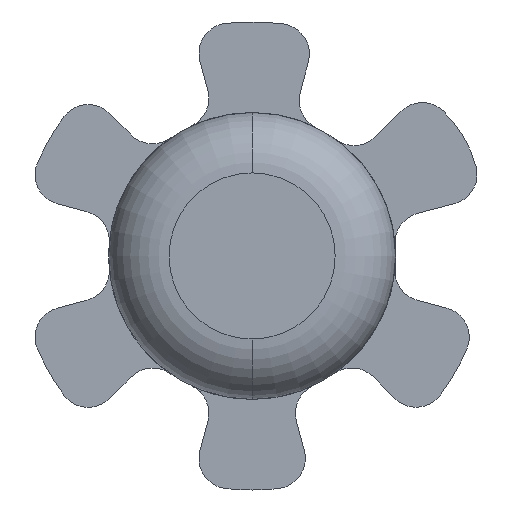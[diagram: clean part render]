
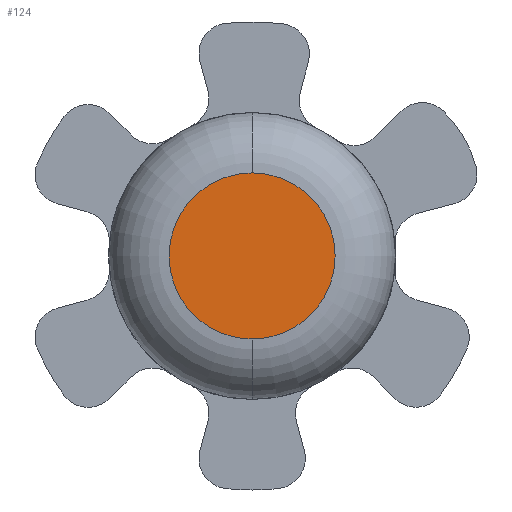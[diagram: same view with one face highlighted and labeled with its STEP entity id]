
A CAD part, front view. The second image highlights one B-rep face of the part: STEP entity #124.
In plain terms, the highlighted planar face has unit normal (0, -1, 0).
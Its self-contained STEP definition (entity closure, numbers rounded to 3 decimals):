
#97 = DIRECTION ( 'NONE',  ( 0., 0., -1. ) ) ;
#124 = ADVANCED_FACE ( 'NONE', ( #558 ), #323, .T. ) ;
#217 = CARTESIAN_POINT ( 'NONE',  ( 0., -2., -1.375 ) ) ;
#323 = PLANE ( 'NONE',  #2064 ) ;
#364 = CARTESIAN_POINT ( 'NONE',  ( 0., -2., 1.375 ) ) ;
#538 = EDGE_CURVE ( 'NONE', #1724, #1034, #831, .T. ) ;
#558 = FACE_OUTER_BOUND ( 'NONE', #1049, .T. ) ;
#610 = CARTESIAN_POINT ( 'NONE',  ( 0., -2., 0. ) ) ;
#812 = ORIENTED_EDGE ( 'NONE', *, *, #538, .T. ) ;
#831 = CIRCLE ( 'NONE', #885, 1.375 ) ;
#843 = DIRECTION ( 'NONE',  ( 0., 0., -1. ) ) ;
#844 = DIRECTION ( 'NONE',  ( 0., -1., 0. ) ) ;
#885 = AXIS2_PLACEMENT_3D ( 'NONE', #610, #2874, #843 ) ;
#1034 = VERTEX_POINT ( 'NONE', #217 ) ;
#1049 = EDGE_LOOP ( 'NONE', ( #1906, #812 ) ) ;
#1463 = CARTESIAN_POINT ( 'NONE',  ( 0., -2., 0. ) ) ;
#1491 = CIRCLE ( 'NONE', #2722, 1.375 ) ;
#1696 = DIRECTION ( 'NONE',  ( 0., -1., 0. ) ) ;
#1724 = VERTEX_POINT ( 'NONE', #364 ) ;
#1767 = CARTESIAN_POINT ( 'NONE',  ( 0., -2., 0. ) ) ;
#1906 = ORIENTED_EDGE ( 'NONE', *, *, #2004, .T. ) ;
#2004 = EDGE_CURVE ( 'NONE', #1034, #1724, #1491, .T. ) ;
#2064 = AXIS2_PLACEMENT_3D ( 'NONE', #1463, #1696, #97 ) ;
#2429 = DIRECTION ( 'NONE',  ( 0., 0., -1. ) ) ;
#2722 = AXIS2_PLACEMENT_3D ( 'NONE', #1767, #844, #2429 ) ;
#2874 = DIRECTION ( 'NONE',  ( 0., -1., 0. ) ) ;
